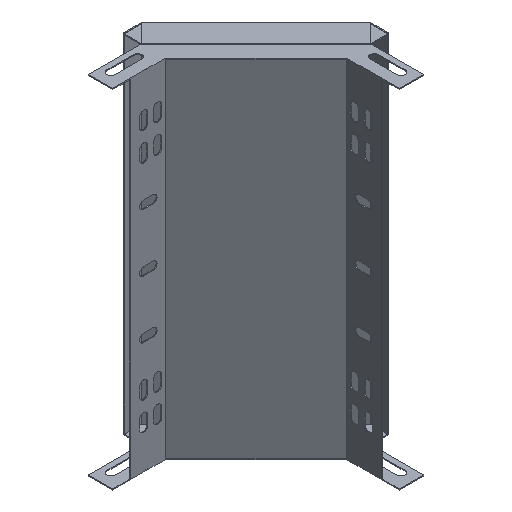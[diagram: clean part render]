
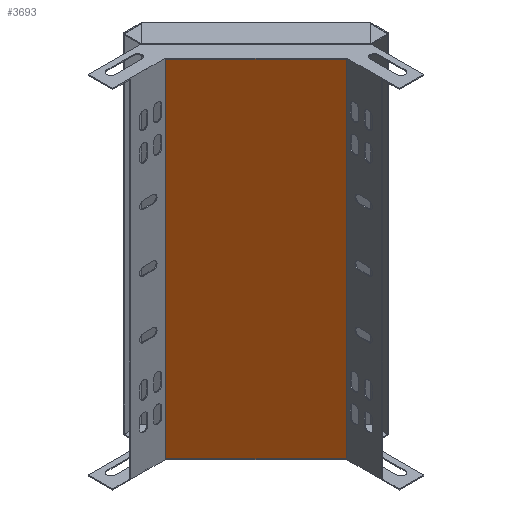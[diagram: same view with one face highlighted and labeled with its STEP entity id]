
A CAD part, isometric view. The second image highlights one B-rep face of the part: STEP entity #3693.
In plain terms, the highlighted planar face has unit normal (-0.707, -0.707, 0).
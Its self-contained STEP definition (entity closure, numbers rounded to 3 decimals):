
#100 = EDGE_LOOP ( 'NONE', ( #2927, #777, #4767, #4487, #419, #4731 ) ) ;
#119 = LINE ( 'NONE', #3471, #4474 ) ;
#120 = CARTESIAN_POINT ( 'NONE',  ( -50.86, -0.316, 270.829 ) ) ;
#182 = CARTESIAN_POINT ( 'NONE',  ( 27.976, -79.153, 270.829 ) ) ;
#207 = EDGE_CURVE ( 'NONE', #3382, #1510, #3555, .T. ) ;
#379 = VECTOR ( 'NONE', #3400, 1000. ) ;
#419 = ORIENTED_EDGE ( 'NONE', *, *, #4420, .T. ) ;
#474 = VECTOR ( 'NONE', #2639, 1000. ) ;
#526 = CARTESIAN_POINT ( 'NONE',  ( 27.976, -79.153, 270.829 ) ) ;
#609 = DIRECTION ( 'NONE',  ( 0., 0., -1. ) ) ;
#777 = ORIENTED_EDGE ( 'NONE', *, *, #4813, .F. ) ;
#978 = VERTEX_POINT ( 'NONE', #2994 ) ;
#1184 = CARTESIAN_POINT ( 'NONE',  ( 27.979, -79.156, 270.829 ) ) ;
#1510 = VERTEX_POINT ( 'NONE', #3898 ) ;
#1559 = EDGE_CURVE ( 'NONE', #1510, #2987, #1650, .T. ) ;
#1578 = VERTEX_POINT ( 'NONE', #5266 ) ;
#1627 = DIRECTION ( 'NONE',  ( 0.707, -0.707, 0. ) ) ;
#1650 = LINE ( 'NONE', #3931, #474 ) ;
#1808 = LINE ( 'NONE', #182, #5152 ) ;
#1988 = CARTESIAN_POINT ( 'NONE',  ( 27.979, -79.156, 270.829 ) ) ;
#2639 = DIRECTION ( 'NONE',  ( -0.707, 0.707, 0. ) ) ;
#2927 = ORIENTED_EDGE ( 'NONE', *, *, #3474, .F. ) ;
#2987 = VERTEX_POINT ( 'NONE', #120 ) ;
#2994 = CARTESIAN_POINT ( 'NONE',  ( -11.442, -39.734, -29.171 ) ) ;
#3038 = AXIS2_PLACEMENT_3D ( 'NONE', #1184, #4242, #1627 ) ;
#3126 = LINE ( 'NONE', #4073, #5290 ) ;
#3214 = EDGE_CURVE ( 'NONE', #4253, #978, #119, .T. ) ;
#3382 = VERTEX_POINT ( 'NONE', #526 ) ;
#3400 = DIRECTION ( 'NONE',  ( 0., 0., -1. ) ) ;
#3471 = CARTESIAN_POINT ( 'NONE',  ( 27.979, -79.156, -29.171 ) ) ;
#3474 = EDGE_CURVE ( 'NONE', #1578, #978, #3126, .T. ) ;
#3555 = LINE ( 'NONE', #1988, #4562 ) ;
#3667 = CARTESIAN_POINT ( 'NONE',  ( -50.86, -0.316, -29.171 ) ) ;
#3693 = ADVANCED_FACE ( 'NONE', ( #5219 ), #3802, .T. ) ;
#3802 = PLANE ( 'NONE',  #3038 ) ;
#3898 = CARTESIAN_POINT ( 'NONE',  ( -11.442, -39.734, 270.829 ) ) ;
#3903 = DIRECTION ( 'NONE',  ( 0.707, -0.707, 0. ) ) ;
#3931 = CARTESIAN_POINT ( 'NONE',  ( -50.86, -0.316, 270.829 ) ) ;
#4073 = CARTESIAN_POINT ( 'NONE',  ( 27.979, -79.156, -29.171 ) ) ;
#4160 = DIRECTION ( 'NONE',  ( -0.707, 0.707, 0. ) ) ;
#4242 = DIRECTION ( 'NONE',  ( -0.707, -0.707, 0. ) ) ;
#4253 = VERTEX_POINT ( 'NONE', #3667 ) ;
#4420 = EDGE_CURVE ( 'NONE', #2987, #4253, #5002, .T. ) ;
#4474 = VECTOR ( 'NONE', #3903, 1000. ) ;
#4487 = ORIENTED_EDGE ( 'NONE', *, *, #1559, .T. ) ;
#4518 = DIRECTION ( 'NONE',  ( -0.707, 0.707, 0. ) ) ;
#4562 = VECTOR ( 'NONE', #4160, 1000. ) ;
#4731 = ORIENTED_EDGE ( 'NONE', *, *, #3214, .T. ) ;
#4767 = ORIENTED_EDGE ( 'NONE', *, *, #207, .T. ) ;
#4813 = EDGE_CURVE ( 'NONE', #3382, #1578, #1808, .T. ) ;
#5002 = LINE ( 'NONE', #5551, #379 ) ;
#5152 = VECTOR ( 'NONE', #609, 1000. ) ;
#5219 = FACE_OUTER_BOUND ( 'NONE', #100, .T. ) ;
#5266 = CARTESIAN_POINT ( 'NONE',  ( 27.976, -79.153, -29.171 ) ) ;
#5290 = VECTOR ( 'NONE', #4518, 1000. ) ;
#5551 = CARTESIAN_POINT ( 'NONE',  ( -50.86, -0.316, 270.829 ) ) ;
